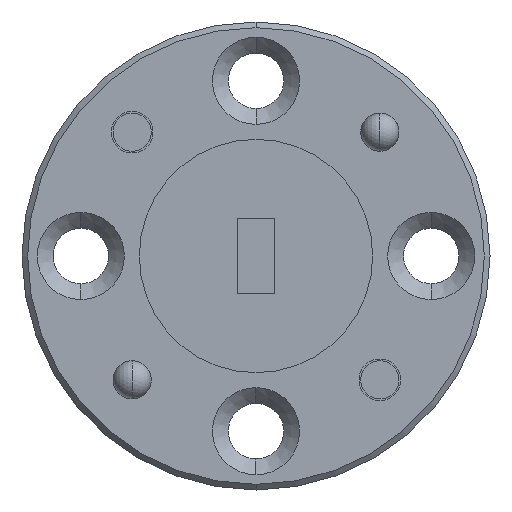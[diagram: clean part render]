
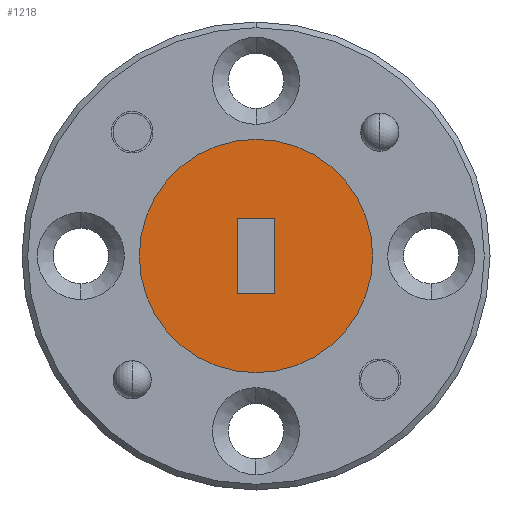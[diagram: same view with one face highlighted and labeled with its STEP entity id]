
A CAD part, front view. The second image highlights one B-rep face of the part: STEP entity #1218.
In plain terms, the highlighted face is planar.
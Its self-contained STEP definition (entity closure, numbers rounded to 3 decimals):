
#112 = AXIS2_PLACEMENT_3D ( 'NONE', #118, #1286, #129 ) ;
#118 = CARTESIAN_POINT ( 'NONE',  ( 0., 4.062, 0. ) ) ;
#129 = DIRECTION ( 'NONE',  ( 0., 0., 1. ) ) ;
#143 = LINE ( 'NONE', #655, #1178 ) ;
#250 = EDGE_LOOP ( 'NONE', ( #416, #1056, #1858, #256 ) ) ;
#256 = ORIENTED_EDGE ( 'NONE', *, *, #451, .F. ) ;
#322 = CARTESIAN_POINT ( 'NONE',  ( -0.775, 4.062, 0. ) ) ;
#335 = FACE_OUTER_BOUND ( 'NONE', #1440, .T. ) ;
#416 = ORIENTED_EDGE ( 'NONE', *, *, #1782, .F. ) ;
#451 = EDGE_CURVE ( 'NONE', #1014, #1019, #143, .T. ) ;
#576 = DIRECTION ( 'NONE',  ( 1., 0., 0. ) ) ;
#653 = EDGE_CURVE ( 'NONE', #2053, #2069, #1033, .T. ) ;
#655 = CARTESIAN_POINT ( 'NONE',  ( 0., 4.062, -1.549 ) ) ;
#714 = CARTESIAN_POINT ( 'NONE',  ( -0.775, 4.062, 1.549 ) ) ;
#755 = VERTEX_POINT ( 'NONE', #2126 ) ;
#760 = ORIENTED_EDGE ( 'NONE', *, *, #653, .T. ) ;
#776 = LINE ( 'NONE', #322, #838 ) ;
#780 = CARTESIAN_POINT ( 'NONE',  ( 0.775, 4.062, -1.549 ) ) ;
#827 = EDGE_CURVE ( 'NONE', #2069, #2053, #1552, .T. ) ;
#838 = VECTOR ( 'NONE', #1439, 1000. ) ;
#853 = DIRECTION ( 'NONE',  ( 0., 1., 0. ) ) ;
#903 = VECTOR ( 'NONE', #1387, 1000. ) ;
#920 = VECTOR ( 'NONE', #576, 1000. ) ;
#971 = CARTESIAN_POINT ( 'NONE',  ( 0., 4.062, -4.763 ) ) ;
#1014 = VERTEX_POINT ( 'NONE', #780 ) ;
#1019 = VERTEX_POINT ( 'NONE', #2122 ) ;
#1033 = CIRCLE ( 'NONE', #112, 4.763 ) ;
#1056 = ORIENTED_EDGE ( 'NONE', *, *, #1379, .F. ) ;
#1156 = FACE_BOUND ( 'NONE', #250, .T. ) ;
#1178 = VECTOR ( 'NONE', #1486, 1000. ) ;
#1218 = ADVANCED_FACE ( 'NONE', ( #1156, #335 ), #1855, .T. ) ;
#1286 = DIRECTION ( 'NONE',  ( 0., 1., 0. ) ) ;
#1363 = CARTESIAN_POINT ( 'NONE',  ( 0.775, 4.062, 0. ) ) ;
#1379 = EDGE_CURVE ( 'NONE', #1776, #755, #1530, .T. ) ;
#1387 = DIRECTION ( 'NONE',  ( 0., 0., -1. ) ) ;
#1439 = DIRECTION ( 'NONE',  ( 0., 0., 1. ) ) ;
#1440 = EDGE_LOOP ( 'NONE', ( #760, #2041 ) ) ;
#1486 = DIRECTION ( 'NONE',  ( -1., 0., 0. ) ) ;
#1530 = LINE ( 'NONE', #2066, #920 ) ;
#1544 = AXIS2_PLACEMENT_3D ( 'NONE', #1984, #853, #2004 ) ;
#1552 = CIRCLE ( 'NONE', #1841, 4.763 ) ;
#1564 = CARTESIAN_POINT ( 'NONE',  ( 0., 4.062, 0. ) ) ;
#1693 = DIRECTION ( 'NONE',  ( 0., 0., 1. ) ) ;
#1768 = CARTESIAN_POINT ( 'NONE',  ( 0., 4.062, 4.763 ) ) ;
#1776 = VERTEX_POINT ( 'NONE', #714 ) ;
#1782 = EDGE_CURVE ( 'NONE', #755, #1014, #1890, .T. ) ;
#1841 = AXIS2_PLACEMENT_3D ( 'NONE', #1564, #2017, #1693 ) ;
#1855 = PLANE ( 'NONE',  #1544 ) ;
#1858 = ORIENTED_EDGE ( 'NONE', *, *, #1999, .F. ) ;
#1890 = LINE ( 'NONE', #1363, #903 ) ;
#1984 = CARTESIAN_POINT ( 'NONE',  ( 0., 4.062, 0. ) ) ;
#1999 = EDGE_CURVE ( 'NONE', #1019, #1776, #776, .T. ) ;
#2004 = DIRECTION ( 'NONE',  ( 0., 0., 1. ) ) ;
#2017 = DIRECTION ( 'NONE',  ( 0., 1., 0. ) ) ;
#2041 = ORIENTED_EDGE ( 'NONE', *, *, #827, .T. ) ;
#2053 = VERTEX_POINT ( 'NONE', #971 ) ;
#2066 = CARTESIAN_POINT ( 'NONE',  ( 0., 4.062, 1.549 ) ) ;
#2069 = VERTEX_POINT ( 'NONE', #1768 ) ;
#2122 = CARTESIAN_POINT ( 'NONE',  ( -0.775, 4.062, -1.549 ) ) ;
#2126 = CARTESIAN_POINT ( 'NONE',  ( 0.775, 4.062, 1.549 ) ) ;
